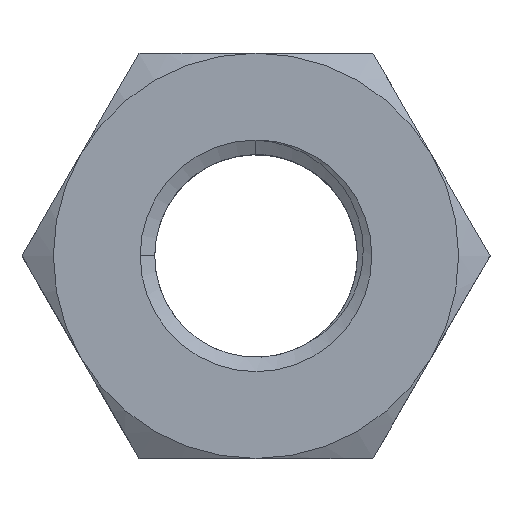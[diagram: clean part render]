
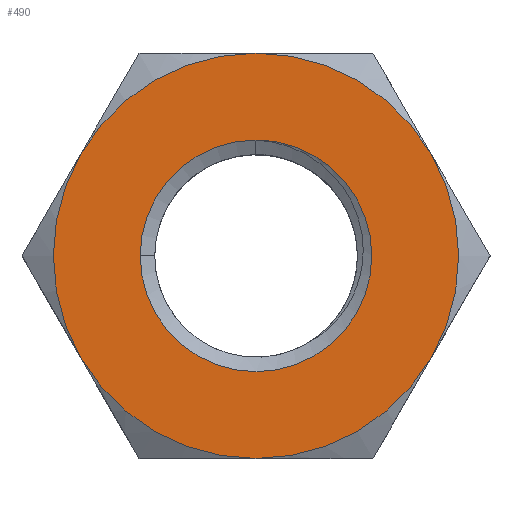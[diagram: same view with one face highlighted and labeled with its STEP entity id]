
A CAD part, top view. The second image highlights one B-rep face of the part: STEP entity #490.
In plain terms, the highlighted planar face has unit normal (0, 0, 1).
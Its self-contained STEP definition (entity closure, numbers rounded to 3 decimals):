
#22=FACE_BOUND('',#118,.T.);
#24=PLANE('',#557);
#84=FACE_OUTER_BOUND('',#117,.T.);
#117=EDGE_LOOP('',(#390,#391,#392,#393,#394,#395));
#118=EDGE_LOOP('',(#396,#397));
#144=CIRCLE('',#516,2.);
#155=CIRCLE('',#540,3.5);
#156=CIRCLE('',#542,3.5);
#157=CIRCLE('',#544,3.5);
#158=CIRCLE('',#546,3.5);
#159=CIRCLE('',#548,3.5);
#160=CIRCLE('',#550,3.5);
#162=CIRCLE('',#556,2.);
#190=VERTEX_POINT('',#688);
#192=VERTEX_POINT('',#692);
#221=VERTEX_POINT('',#1045);
#222=VERTEX_POINT('',#1049);
#224=VERTEX_POINT('',#1059);
#226=VERTEX_POINT('',#1069);
#228=VERTEX_POINT('',#1079);
#229=VERTEX_POINT('',#1085);
#235=EDGE_CURVE('',#192,#190,#144,.T.);
#276=EDGE_CURVE('',#221,#222,#155,.T.);
#278=EDGE_CURVE('',#224,#221,#156,.T.);
#281=EDGE_CURVE('',#226,#224,#157,.T.);
#285=EDGE_CURVE('',#222,#228,#158,.T.);
#286=EDGE_CURVE('',#229,#226,#159,.T.);
#291=EDGE_CURVE('',#228,#229,#160,.T.);
#296=EDGE_CURVE('',#190,#192,#162,.T.);
#390=ORIENTED_EDGE('',*,*,#285,.T.);
#391=ORIENTED_EDGE('',*,*,#291,.T.);
#392=ORIENTED_EDGE('',*,*,#286,.T.);
#393=ORIENTED_EDGE('',*,*,#281,.T.);
#394=ORIENTED_EDGE('',*,*,#278,.T.);
#395=ORIENTED_EDGE('',*,*,#276,.T.);
#396=ORIENTED_EDGE('',*,*,#235,.F.);
#397=ORIENTED_EDGE('',*,*,#296,.F.);
#490=ADVANCED_FACE('',(#84,#22),#24,.F.);
#516=AXIS2_PLACEMENT_3D('',#697,#574,#575);
#540=AXIS2_PLACEMENT_3D('',#1053,#628,#629);
#542=AXIS2_PLACEMENT_3D('',#1060,#632,#633);
#544=AXIS2_PLACEMENT_3D('',#1070,#636,#637);
#546=AXIS2_PLACEMENT_3D('',#1083,#640,#641);
#548=AXIS2_PLACEMENT_3D('',#1086,#644,#645);
#550=AXIS2_PLACEMENT_3D('',#1102,#648,#649);
#556=AXIS2_PLACEMENT_3D('',#1190,#660,#661);
#557=AXIS2_PLACEMENT_3D('',#1209,#662,#663);
#574=DIRECTION('center_axis',(0.,0.,1.));
#575=DIRECTION('ref_axis',(1.,0.,0.));
#628=DIRECTION('center_axis',(0.,0.,1.));
#629=DIRECTION('ref_axis',(1.,0.,0.));
#632=DIRECTION('center_axis',(0.,0.,1.));
#633=DIRECTION('ref_axis',(1.,0.,0.));
#636=DIRECTION('center_axis',(0.,0.,1.));
#637=DIRECTION('ref_axis',(1.,0.,0.));
#640=DIRECTION('center_axis',(0.,0.,1.));
#641=DIRECTION('ref_axis',(1.,0.,0.));
#644=DIRECTION('center_axis',(0.,0.,1.));
#645=DIRECTION('ref_axis',(1.,0.,0.));
#648=DIRECTION('center_axis',(0.,0.,1.));
#649=DIRECTION('ref_axis',(1.,0.,0.));
#660=DIRECTION('center_axis',(0.,0.,1.));
#661=DIRECTION('ref_axis',(1.,0.,0.));
#662=DIRECTION('center_axis',(0.,0.,-1.));
#663=DIRECTION('ref_axis',(-1.,0.,0.));
#688=CARTESIAN_POINT('',(-2.,0.,0.));
#692=CARTESIAN_POINT('',(0.,2.,0.));
#697=CARTESIAN_POINT('Origin',(0.,0.,0.));
#1045=CARTESIAN_POINT('',(3.031,-1.75,0.));
#1049=CARTESIAN_POINT('',(3.031,1.75,0.));
#1053=CARTESIAN_POINT('Origin',(0.,0.,0.));
#1059=CARTESIAN_POINT('',(0.,-3.5,0.));
#1060=CARTESIAN_POINT('Origin',(0.,0.,0.));
#1069=CARTESIAN_POINT('',(-3.031,-1.75,0.));
#1070=CARTESIAN_POINT('Origin',(0.,0.,0.));
#1079=CARTESIAN_POINT('',(0.,3.5,0.));
#1083=CARTESIAN_POINT('Origin',(0.,0.,0.));
#1085=CARTESIAN_POINT('',(-3.031,1.75,0.));
#1086=CARTESIAN_POINT('Origin',(0.,0.,0.));
#1102=CARTESIAN_POINT('Origin',(0.,0.,0.));
#1190=CARTESIAN_POINT('Origin',(0.,0.,0.));
#1209=CARTESIAN_POINT('Origin',(0.,2.,0.));
